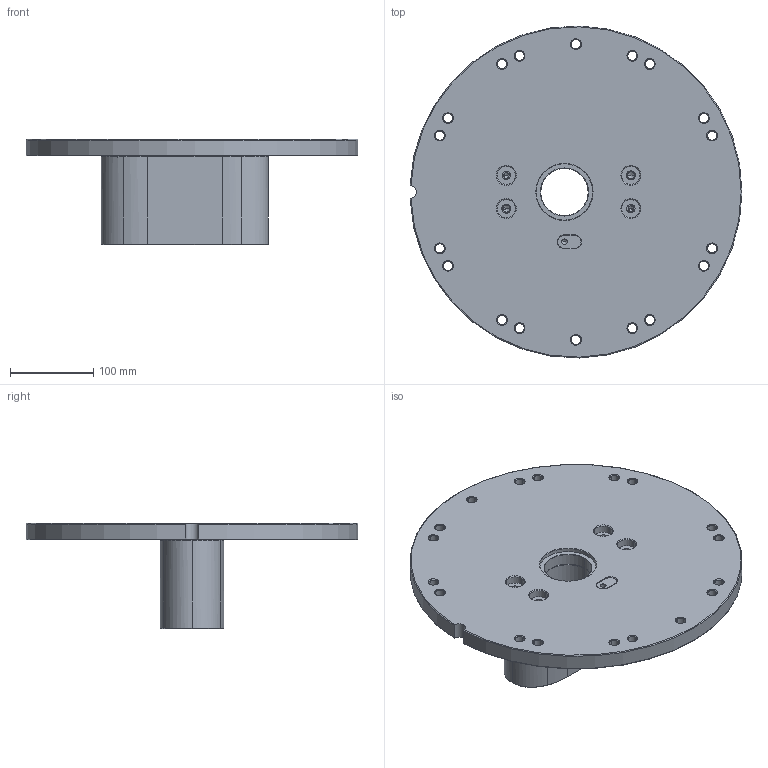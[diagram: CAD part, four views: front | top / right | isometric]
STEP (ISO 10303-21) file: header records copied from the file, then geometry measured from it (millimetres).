
FILE_DESCRIPTION (( 'STEP AP203' ), '1' );
FILE_NAME ('阨狟蛌諉攫.STEP', '2025-11-11T07:31:08', ( 'Windows 蚚誧' ), ( '' ), 'SwSTEP 2.0', 'SolidWorks 2021', '' );
FILE_SCHEMA (( 'CONFIG_CONTROL_DESIGN' ));
Length unit declared in the file: millimetre
Products named in the file (3): 阨狟蛌諉攫; 01.02.02.17028_A_ER-A0202 蛌諉攫覃淕輸; 01.02.02.17065_A_P6E阨狟蛌諉攫
Assembly tree (2 placements, depth 2):
  阨狟蛌諉攫
    01.02.02.17028_A_ER-A0202 蛌諉攫覃淕輸
    01.02.02.17065_A_P6E阨狟蛌諉攫
Bounding box: 399.84 x 399.92 x 127 mm (x, y, z)
Volume: 3521088.2 mm3; surface area: 411319.3 mm2
Topology: 2 solids, 2 shells, 327 faces, 756 edges, 444 vertices
Faces by surface type: cone 135, cylinder 130, plane 36, bspline 24, torus 2
Entity records: 13469 total; most frequent: CARTESIAN_POINT 5619, DIRECTION 1686, ORIENTED_EDGE 1468, EDGE_CURVE 734, AXIS2_PLACEMENT_3D 693, VERTEX_POINT 444, EDGE_LOOP 420, CIRCLE 385
